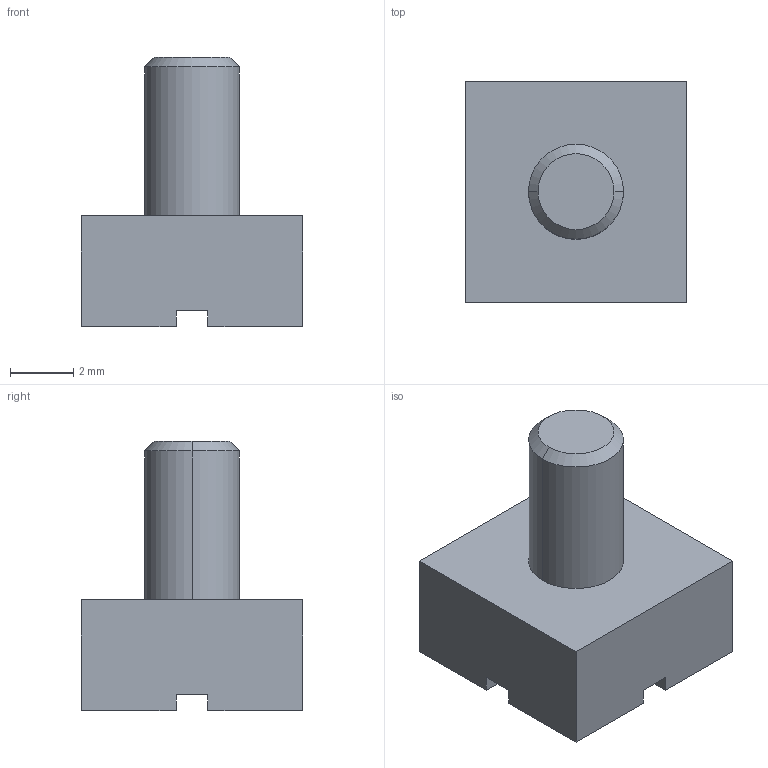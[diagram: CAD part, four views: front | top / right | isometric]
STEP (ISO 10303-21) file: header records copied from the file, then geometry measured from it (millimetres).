
FILE_DESCRIPTION (( 'STEP AP203' ), '1' );
FILE_NAME ('98065-A.STEP', '2014-04-01T11:47:52', ( 'Hajo' ), ( 'Microsoft' ), 'SwSTEP 2.0', 'SolidWorks 2011', '' );
FILE_SCHEMA (( 'CONFIG_CONTROL_DESIGN' ));
Length unit declared in the file: millimetre
Products named in the file (1): 98065-A
Bounding box: 7 x 7 x 8.5 mm (x, y, z)
Volume: 199.9 mm3; surface area: 251.4 mm2
Topology: 1 solids, 1 shells, 23 faces, 58 edges, 38 vertices
Faces by surface type: plane 19, cone 2, cylinder 2
Entity records: 759 total; most frequent: CARTESIAN_POINT 120, ORIENTED_EDGE 116, DIRECTION 112, EDGE_CURVE 58, VECTOR 52, LINE 52, VERTEX_POINT 38, AXIS2_PLACEMENT_3D 30
